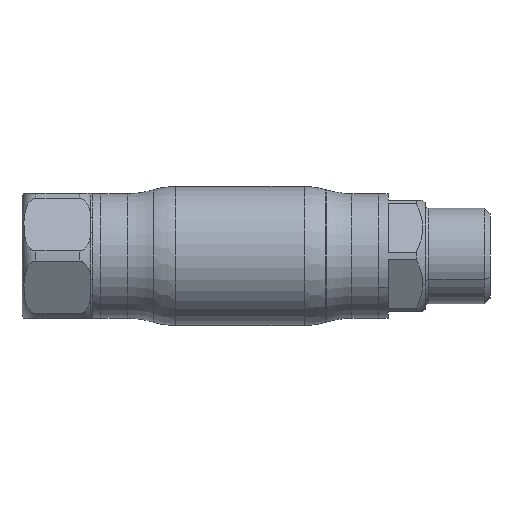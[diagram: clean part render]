
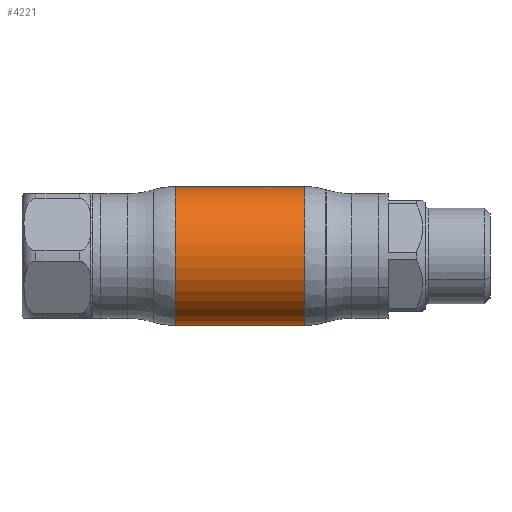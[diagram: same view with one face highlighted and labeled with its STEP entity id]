
A CAD part, front view. The second image highlights one B-rep face of the part: STEP entity #4221.
In plain terms, the highlighted cylindrical face has radius 15 mm (diameter 30 mm), a partial arc.
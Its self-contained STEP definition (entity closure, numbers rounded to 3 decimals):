
#3113 = AXIS2_PLACEMENT_3D ( 'NONE', #37117, #45258, #18961 ) ;
#4221 = ADVANCED_FACE ( 'NONE', ( #36598 ), #5939, .T. ) ;
#5939 = CYLINDRICAL_SURFACE ( 'NONE', #56659, 15. ) ;
#7462 = CARTESIAN_POINT ( 'NONE',  ( -13.909, 0., 15. ) ) ;
#8956 = EDGE_LOOP ( 'NONE', ( #20408, #23564, #28745, #47295 ) ) ;
#13195 = VERTEX_POINT ( 'NONE', #29870 ) ;
#14639 = EDGE_CURVE ( 'NONE', #13195, #29655, #53082, .T. ) ;
#16685 = DIRECTION ( 'NONE',  ( -1., 0., 0. ) ) ;
#18961 = DIRECTION ( 'NONE',  ( 0., 0., 1. ) ) ;
#19918 = AXIS2_PLACEMENT_3D ( 'NONE', #47593, #34551, #48460 ) ;
#20408 = ORIENTED_EDGE ( 'NONE', *, *, #32963, .F. ) ;
#21297 = CARTESIAN_POINT ( 'NONE',  ( -62.69, 0., 15. ) ) ;
#22558 = VECTOR ( 'NONE', #16685, 1000. ) ;
#23564 = ORIENTED_EDGE ( 'NONE', *, *, #14639, .T. ) ;
#24034 = EDGE_CURVE ( 'NONE', #42216, #43154, #56883, .T. ) ;
#25295 = VECTOR ( 'NONE', #38904, 1000. ) ;
#28246 = DIRECTION ( 'NONE',  ( 0., 0., 1. ) ) ;
#28745 = ORIENTED_EDGE ( 'NONE', *, *, #42679, .T. ) ;
#29101 = LINE ( 'NONE', #21297, #25295 ) ;
#29655 = VERTEX_POINT ( 'NONE', #45712 ) ;
#29870 = CARTESIAN_POINT ( 'NONE',  ( 13.909, 0., -15. ) ) ;
#32963 = EDGE_CURVE ( 'NONE', #13195, #42216, #43542, .T. ) ;
#34551 = DIRECTION ( 'NONE',  ( -1., 0., 0. ) ) ;
#36598 = FACE_OUTER_BOUND ( 'NONE', #8956, .T. ) ;
#37117 = CARTESIAN_POINT ( 'NONE',  ( 13.909, 0., 0. ) ) ;
#38904 = DIRECTION ( 'NONE',  ( -1., 0., 0. ) ) ;
#40173 = CARTESIAN_POINT ( 'NONE',  ( -13.909, 0., -15. ) ) ;
#42216 = VERTEX_POINT ( 'NONE', #40173 ) ;
#42679 = EDGE_CURVE ( 'NONE', #29655, #43154, #29101, .T. ) ;
#43154 = VERTEX_POINT ( 'NONE', #7462 ) ;
#43542 = LINE ( 'NONE', #56340, #22558 ) ;
#45258 = DIRECTION ( 'NONE',  ( -1., 0., 0. ) ) ;
#45712 = CARTESIAN_POINT ( 'NONE',  ( 13.909, 0., 15. ) ) ;
#46138 = DIRECTION ( 'NONE',  ( -1., 0., 0. ) ) ;
#47295 = ORIENTED_EDGE ( 'NONE', *, *, #24034, .F. ) ;
#47593 = CARTESIAN_POINT ( 'NONE',  ( -13.909, 0., 0. ) ) ;
#48460 = DIRECTION ( 'NONE',  ( 0., 0., 1. ) ) ;
#50211 = CARTESIAN_POINT ( 'NONE',  ( -62.69, 0., 0. ) ) ;
#53082 = CIRCLE ( 'NONE', #3113, 15. ) ;
#56340 = CARTESIAN_POINT ( 'NONE',  ( -62.69, 0., -15. ) ) ;
#56659 = AXIS2_PLACEMENT_3D ( 'NONE', #50211, #46138, #28246 ) ;
#56883 = CIRCLE ( 'NONE', #19918, 15. ) ;
